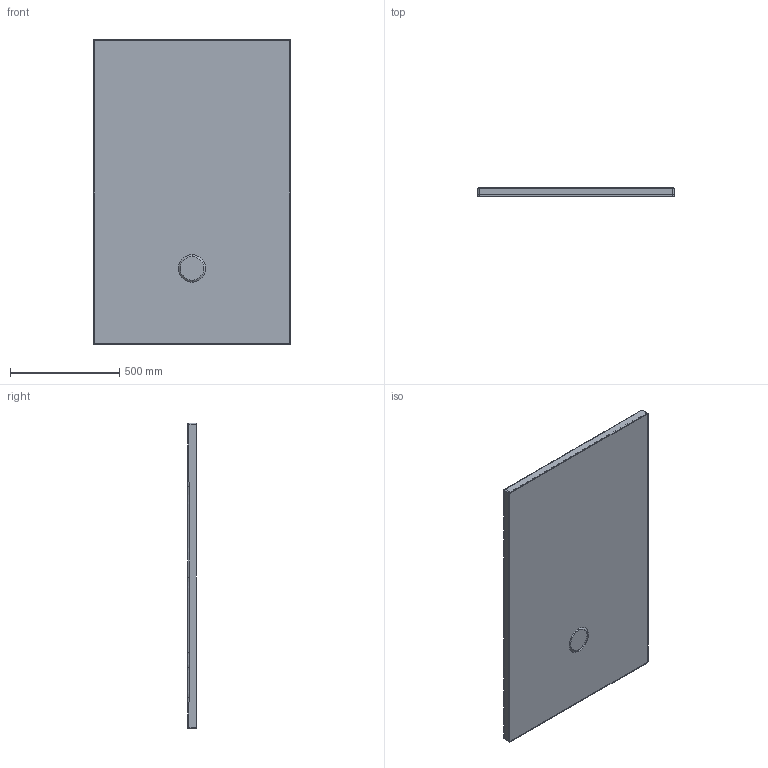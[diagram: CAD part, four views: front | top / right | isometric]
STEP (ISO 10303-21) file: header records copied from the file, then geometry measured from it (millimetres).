
FILE_DESCRIPTION((''),'2;1');
FILE_NAME('PLANEO140X90_22042019_ASM','2019-04-23T16:40:03',('grootj'),('Villeroy & Boch Wellness bv'),'CREO PARAMETRIC BY PTC INC, 2018020','CREO PARAMETRIC BY PTC INC, 2018020','');
FILE_SCHEMA(('CONFIG_CONTROL_DESIGN'));
Length unit declared in the file: millimetre
Products named in the file (4): COLMAR140X90_1-3DEGREE26072018; COVER-CLOSED07102016; PUR_PLANEO140X90_23042019; PLANEO140X90_22042019_ASM
Assembly tree (3 placements, depth 2):
  PLANEO140X90_22042019_ASM
    COLMAR140X90_1-3DEGREE26072018
    COVER-CLOSED07102016
    PUR_PLANEO140X90_23042019
Bounding box: 900 x 40.09 x 1400 mm (x, y, z)
Volume: 14800745.4 mm3; surface area: 5386428.6 mm2
Topology: 3 solids, 3 shells, 288 faces, 674 edges, 396 vertices
Faces by surface type: bspline 204, cylinder 38, plane 30, torus 12, cone 4
Entity records: 17882 total; most frequent: CARTESIAN_POINT 12565, ORIENTED_EDGE 1348, EDGE_CURVE 674, DIRECTION 660, VERTEX_POINT 396, B_SPLINE_CURVE_WITH_KNOTS 368, EDGE_LOOP 294, FACE_OUTER_BOUND 288
